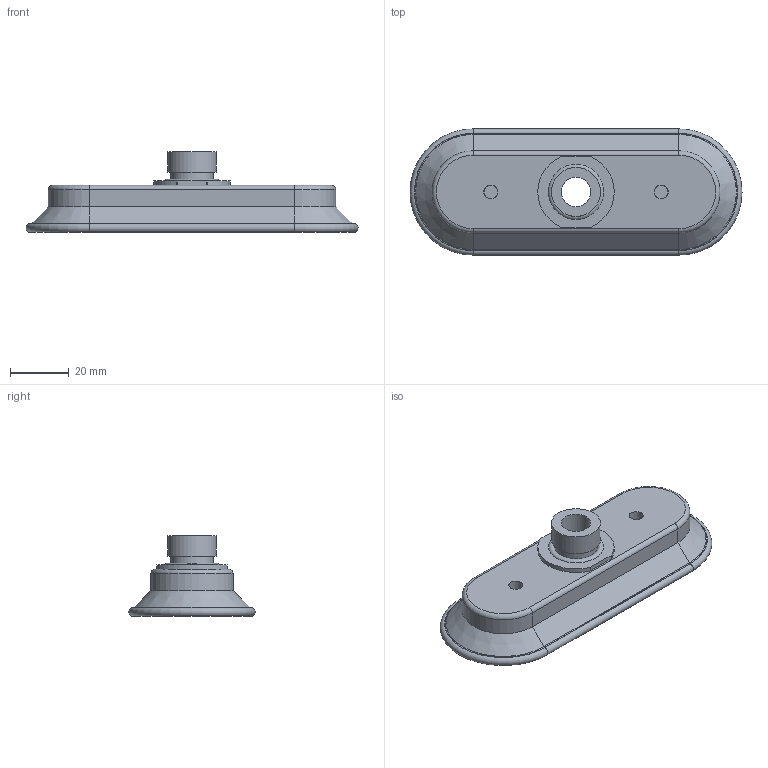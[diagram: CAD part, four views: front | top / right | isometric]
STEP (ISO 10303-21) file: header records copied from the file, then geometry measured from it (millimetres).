
FILE_DESCRIPTION( ( 'Unknown' ), '1' );
FILE_NAME( '0110363.stp', 'Unknown', ( 'Unknown' ), ( 'Unknown' ), 'XStep 1.0', 'Unknown', ' ' );
FILE_SCHEMA( ( 'CONFIG_CONTROL_DESIGN' ) );
Length unit declared in the file: millimetre
Products named in the file (1): 0108229
Bounding box: 113 x 43 x 27.5 mm (x, y, z)
Volume: 37665.8 mm3; surface area: 14003.1 mm2
Topology: 1 solids, 1 shells, 105 faces, 251 edges, 161 vertices
Faces by surface type: plane 49, cylinder 43, torus 9, cone 4
Full cylindrical faces by diameter (mm): 4.5 x2, 4.7 x2, 10 x1, 13 x1, 14.5 x1, 16.66 x1, 20 x1
Entity records: 2987 total; most frequent: DIRECTION 552, CARTESIAN_POINT 492, ORIENTED_EDGE 466, EDGE_CURVE 233, AXIS2_PLACEMENT_3D 213, VERTEX_POINT 153, EDGE_LOOP 130, LINE 126
